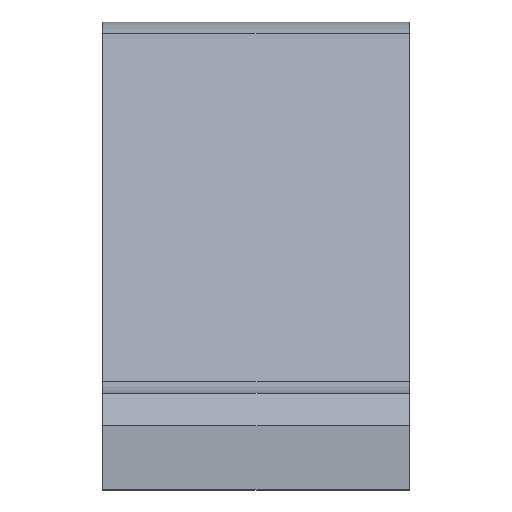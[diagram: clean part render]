
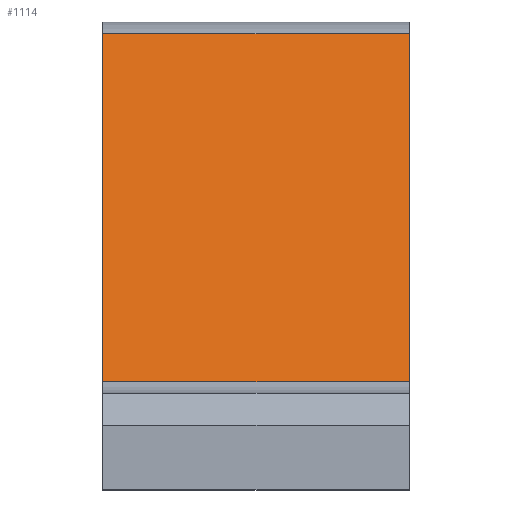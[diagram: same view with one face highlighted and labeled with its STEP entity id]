
A CAD part, left-side view. The second image highlights one B-rep face of the part: STEP entity #1114.
In plain terms, the highlighted planar face has unit normal (-0.518, 0, 0.856).
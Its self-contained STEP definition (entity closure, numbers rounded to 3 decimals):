
#4 = EDGE_CURVE ( 'NONE', #1021, #567, #839, .T. ) ;
#7 = EDGE_CURVE ( 'NONE', #1022, #566, #849, .T. ) ;
#8 = EDGE_CURVE ( 'NONE', #1021, #1022, #852, .T. ) ;
#39 = FACE_OUTER_BOUND ( 'NONE', #130, .T. ) ;
#42 = AXIS2_PLACEMENT_3D ( 'NONE', #721, #722, #723 ) ;
#130 = EDGE_LOOP ( 'NONE', ( #160, #161, #159, #162 ) ) ;
#159 = ORIENTED_EDGE ( 'NONE', *, *, #8, .F. ) ;
#160 = ORIENTED_EDGE ( 'NONE', *, *, #741, .T. ) ;
#161 = ORIENTED_EDGE ( 'NONE', *, *, #7, .F. ) ;
#162 = ORIENTED_EDGE ( 'NONE', *, *, #4, .T. ) ;
#317 = CARTESIAN_POINT ( 'NONE',  ( 14.306, -9.5, 28.278 ) ) ;
#318 = CARTESIAN_POINT ( 'NONE',  ( -21.306, -9.5, 6.722 ) ) ;
#339 = LINE ( 'NONE', #340, #780 ) ;
#340 = CARTESIAN_POINT ( 'NONE',  ( 14.306, -9.5, 28.278 ) ) ;
#341 = DIRECTION ( 'NONE',  ( 0.856, 0., 0.518 ) ) ;
#351 = VECTOR ( 'NONE', #841, 1000. ) ;
#566 = VERTEX_POINT ( 'NONE', #317 ) ;
#567 = VERTEX_POINT ( 'NONE', #318 ) ;
#656 = CARTESIAN_POINT ( 'NONE',  ( -21.306, 9.5, 6.722 ) ) ;
#657 = CARTESIAN_POINT ( 'NONE',  ( 14.306, 9.5, 28.278 ) ) ;
#720 = PLANE ( 'NONE',  #42 ) ;
#721 = CARTESIAN_POINT ( 'NONE',  ( 14.306, 9.5, 28.278 ) ) ;
#722 = DIRECTION ( 'NONE',  ( 0.518, 0., -0.856 ) ) ;
#723 = DIRECTION ( 'NONE',  ( -0.856, 0., -0.518 ) ) ;
#741 = EDGE_CURVE ( 'NONE', #567, #566, #339, .T. ) ;
#754 = VECTOR ( 'NONE', #851, 1000. ) ;
#756 = VECTOR ( 'NONE', #854, 1000. ) ;
#780 = VECTOR ( 'NONE', #341, 1000. ) ;
#839 = LINE ( 'NONE', #840, #351 ) ;
#840 = CARTESIAN_POINT ( 'NONE',  ( -21.306, 9.5, 6.722 ) ) ;
#841 = DIRECTION ( 'NONE',  ( 0., -1., 0. ) ) ;
#849 = LINE ( 'NONE', #850, #754 ) ;
#850 = CARTESIAN_POINT ( 'NONE',  ( 14.306, 9.5, 28.278 ) ) ;
#851 = DIRECTION ( 'NONE',  ( 0., -1., 0. ) ) ;
#852 = LINE ( 'NONE', #853, #756 ) ;
#853 = CARTESIAN_POINT ( 'NONE',  ( 14.306, 9.5, 28.278 ) ) ;
#854 = DIRECTION ( 'NONE',  ( 0.856, 0., 0.518 ) ) ;
#1021 = VERTEX_POINT ( 'NONE', #656 ) ;
#1022 = VERTEX_POINT ( 'NONE', #657 ) ;
#1114 = ADVANCED_FACE ( 'NONE', ( #39 ), #720, .F. ) ;
